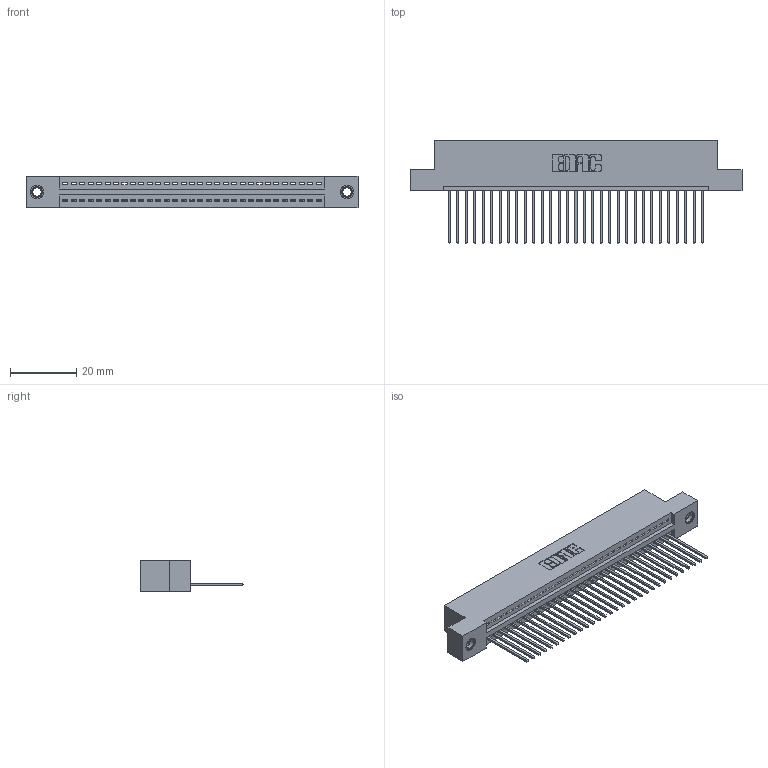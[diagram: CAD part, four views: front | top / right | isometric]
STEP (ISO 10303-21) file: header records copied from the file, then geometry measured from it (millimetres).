
FILE_DESCRIPTION (( 'STEP AP203' ), '1' );
FILE_NAME ('345-031-542-107.STEP', '2018-08-23T10:43:38', ( '' ), ( '' ), 'SwSTEP 2.0', 'SolidWorks 2016', '' );
FILE_SCHEMA (( 'CONFIG_CONTROL_DESIGN' ));
Length unit declared in the file: inch
Products named in the file (4): 345 Part_Flush Mounting Lugs - 0.156 Dia-TI; 345-292-001_345-293-142; 345-250-001_345-250-005-103; 345-031-542-107
Assembly tree (34 placements, depth 2):
  345-031-542-107
    345 Part_Flush Mounting Lugs - 0.156 Dia-TI
    345-292-001_345-293-142  x31
    345-250-001_345-250-005-103  x2
Bounding box: 99.95 x 31.29 x 9.4 mm (x, y, z)
Volume: 9458.6 mm3; surface area: 12888.9 mm2
Topology: 34 solids, 34 shells, 1984 faces, 5933 edges, 3906 vertices
Faces by surface type: plane 1352, cylinder 616, cone 12, torus 4
Entity records: 26016 total; most frequent: CARTESIAN_POINT 4488, ORIENTED_EDGE 4446, DIRECTION 3963, EDGE_CURVE 2223, LINE 1947, VECTOR 1947, VERTEX_POINT 1476, AXIS2_PLACEMENT_3D 1008
